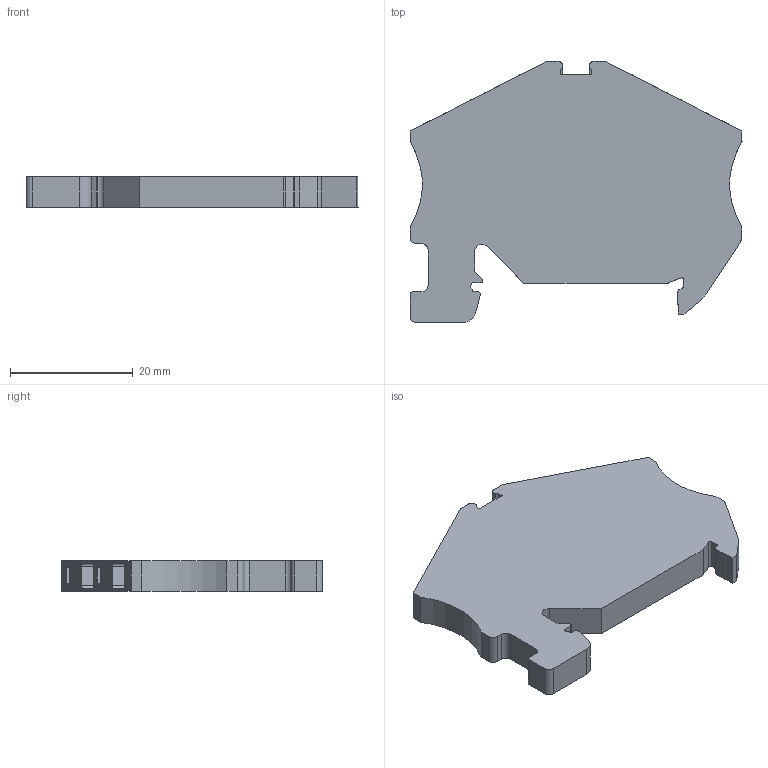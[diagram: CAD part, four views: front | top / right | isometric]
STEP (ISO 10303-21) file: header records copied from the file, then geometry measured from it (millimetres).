
FILE_DESCRIPTION(/* description */ ('Unknown'),/* implementation_level */ '2;1');
FILE_NAME(/* name */ 'DET2.5-2X2_GN_3D',/* time_stamp */ '2019-10-04T10:05:57+06:00',/* author */ ('Unknown'),/* organization */ ('Unknown'),/* preprocessor_version */ 'ST-DEVELOPER v16.7',/* originating_system */ 'DEX',/* authorisation */ $);
FILE_SCHEMA (('AUTOMOTIVE_DESIGN {1 0 10303 214 3 1 1}'));
Length unit declared in the file: millimetre
Products named in the file (1): DET2.5-2X2
Bounding box: 54 x 42.45 x 5 mm (x, y, z)
Volume: 7251.4 mm3; surface area: 5334.4 mm2
Topology: 1 solids, 1 shells, 125 faces, 345 edges, 230 vertices
Faces by surface type: plane 84, cylinder 41
Entity records: 4011 total; most frequent: CARTESIAN_POINT 701, ORIENTED_EDGE 690, DIRECTION 679, EDGE_CURVE 345, LINE 263, VECTOR 263, VERTEX_POINT 230, AXIS2_PLACEMENT_3D 208
